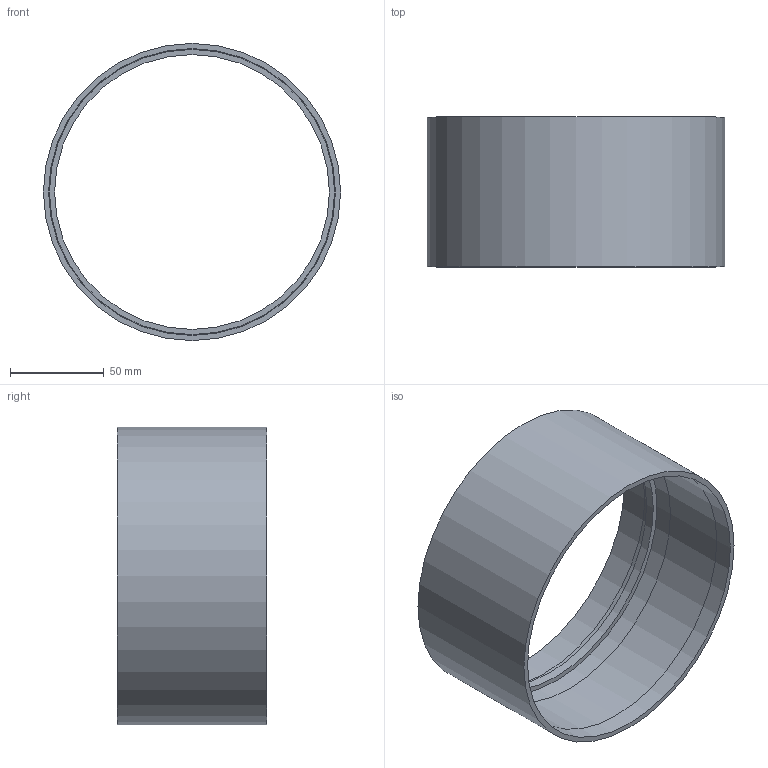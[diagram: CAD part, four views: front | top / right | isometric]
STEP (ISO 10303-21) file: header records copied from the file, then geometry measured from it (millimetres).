
FILE_DESCRIPTION(/* description */ ('','CAx-IF Rec.Pracs.---Representation and Presentation of Product Manufacturing Information (PMI)---4.0---2014-10-13'),/* implementation_level */ '2;1');
FILE_NAME(/* name */ 'MK3_EU_Cyclone-Y-inlet-adapter-to-6inch_REV0.stp',/* time_stamp */ '2025-09-06T09:31:08+02:00',/* author */ ('Capturing Dust'),/* organization */ ('Makerr.Studio'),/* preprocessor_version */ 'ST-DEVELOPER v18.1',/* originating_system */ 'Autodesk Inventor 2021',/* authorisation */ '');
FILE_SCHEMA (('AP242_MANAGED_MODEL_BASED_3D_ENGINEERING_MIM_LF { 1 0 10303 442 1 1 4 }'));
Length unit declared in the file: millimetre
Products named in the file (1): MK3_EU_Cyclone-Y-inlet-adapter-to-6inch_REV0
Bounding box: 158.7 x 80 x 158.7 mm (x, y, z)
Volume: 124661.8 mm3; surface area: 83639.3 mm2
Topology: 1 solids, 1 shells, 11 faces, 18 edges, 11 vertices
Faces by surface type: cylinder 4, plane 4, cone 3
Full cylindrical faces by diameter (mm): 146.7 x1, 152.7 x2, 158.7 x1
Entity records: 332 total; most frequent: DIRECTION 61, CARTESIAN_POINT 46, ORIENTED_EDGE 36, AXIS2_PLACEMENT_3D 27, EDGE_CURVE 18, EDGE_LOOP 15, FACE_OUTER_BOUND 11, CIRCLE 11
